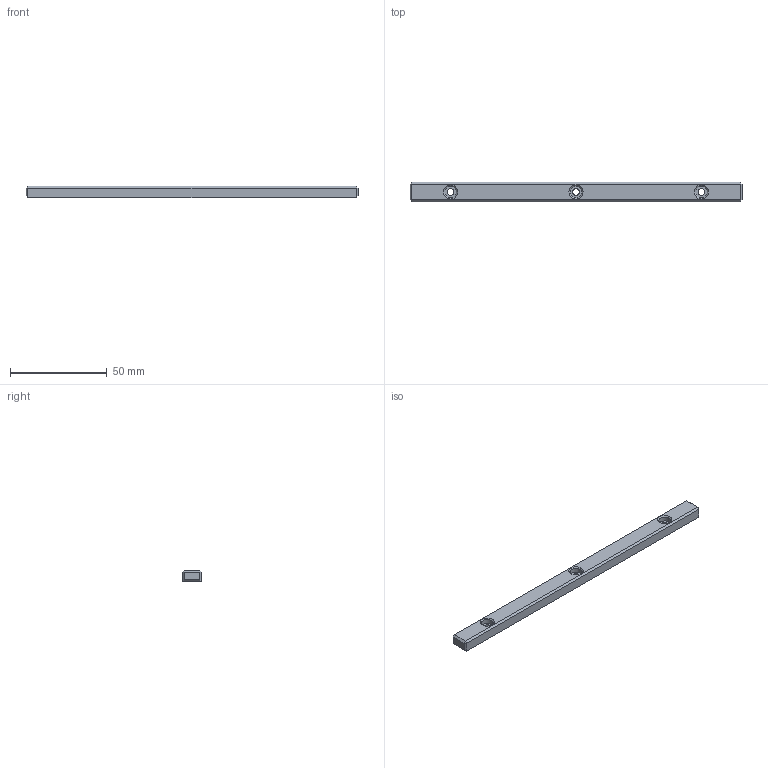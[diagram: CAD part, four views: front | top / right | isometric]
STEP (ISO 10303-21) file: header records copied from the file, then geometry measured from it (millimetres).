
FILE_DESCRIPTION(('FreeCAD Model'),'2;1');
FILE_NAME('Open CASCADE Shape Model','2021-09-02T09:07:01',('Author'),( ''),'Open CASCADE STEP processor 7.5','FreeCAD','Unknown');
FILE_SCHEMA(('AUTOMOTIVE_DESIGN { 1 0 10303 214 1 1 1 1 }'));
Length unit declared in the file: millimetre
Products named in the file (1): TableApron
Bounding box: 172 x 10 x 6 mm (x, y, z)
Volume: 9757.8 mm3; surface area: 5567.3 mm2
Topology: 1 solids, 1 shells, 35 faces, 68 edges, 38 vertices
Faces by surface type: plane 23, cone 6, cylinder 6
Full cylindrical faces by diameter (mm): 3.4 x3, 6.1 x3
Entity records: 1791 total; most frequent: CARTESIAN_POINT 296, DIRECTION 291, LINE 174, VECTOR 174, ORIENTED_EDGE 136, PCURVE 136, DEFINITIONAL_REPRESENTATION 136, EDGE_CURVE 68
